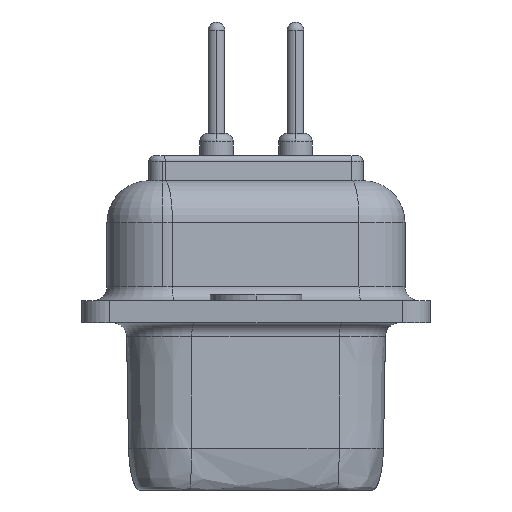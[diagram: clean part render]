
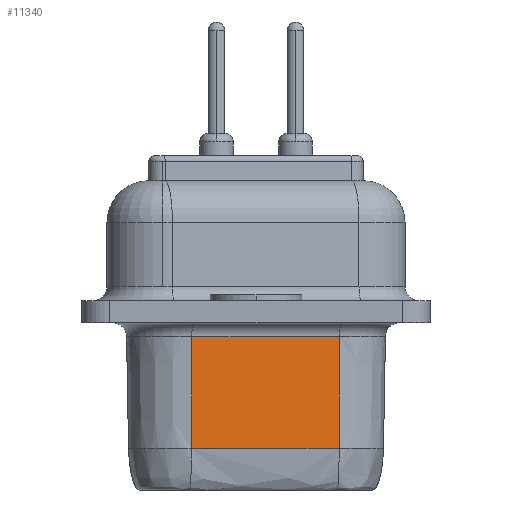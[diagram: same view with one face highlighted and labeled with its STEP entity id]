
A CAD part, left-side view. The second image highlights one B-rep face of the part: STEP entity #11340.
In plain terms, the highlighted planar face has unit normal (-0.985, -0.174, -0.018).
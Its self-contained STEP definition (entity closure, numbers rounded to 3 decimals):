
#281 = ORIENTED_EDGE ( 'NONE', *, *, #8901, .T. ) ;
#411 = FACE_OUTER_BOUND ( 'NONE', #7622, .T. ) ;
#471 = CARTESIAN_POINT ( 'NONE',  ( -8.831, 2.32, 0. ) ) ;
#805 = EDGE_CURVE ( 'NONE', #10629, #7256, #6537, .T. ) ;
#1230 = CARTESIAN_POINT ( 'NONE',  ( -8.545, 0.549, 1.493 ) ) ;
#2380 = CARTESIAN_POINT ( 'NONE',  ( -8.926, 2.303, 5.509 ) ) ;
#2393 = LINE ( 'NONE', #12017, #12484 ) ;
#2825 = DIRECTION ( 'NONE',  ( -0.174, 0.985, 0. ) ) ;
#3020 = CARTESIAN_POINT ( 'NONE',  ( -7.922, -2.984, 1.493 ) ) ;
#3229 = CARTESIAN_POINT ( 'NONE',  ( -8.234, -1.218, 1.493 ) ) ;
#3732 = AXIS2_PLACEMENT_3D ( 'NONE', #471, #10988, #10724 ) ;
#3741 = CARTESIAN_POINT ( 'NONE',  ( -7.991, -2.997, 5.509 ) ) ;
#3805 = PLANE ( 'NONE',  #3732 ) ;
#3853 = ORIENTED_EDGE ( 'NONE', *, *, #10834, .T. ) ;
#4325 = VECTOR ( 'NONE', #11083, 1000. ) ;
#4846 = EDGE_CURVE ( 'NONE', #11356, #7256, #10266, .T. ) ;
#5113 = VECTOR ( 'NONE', #2825, 1000. ) ;
#6537 = B_SPLINE_CURVE_WITH_KNOTS ( 'NONE', 3,
 ( #11364, #1230, #3229, #3020 ),
 .UNSPECIFIED., .F., .F.,
 ( 4, 4 ),
 ( 0., 1. ),
 .UNSPECIFIED. ) ;
#6866 = DIRECTION ( 'NONE',  ( 0.017, 0.003, -1. ) ) ;
#6886 = CARTESIAN_POINT ( 'NONE',  ( -7.897, -2.98, 0. ) ) ;
#7243 = LINE ( 'NONE', #7995, #5113 ) ;
#7256 = VERTEX_POINT ( 'NONE', #10832 ) ;
#7622 = EDGE_LOOP ( 'NONE', ( #3853, #9336, #12076, #281 ) ) ;
#7995 = CARTESIAN_POINT ( 'NONE',  ( -8.926, 2.303, 5.509 ) ) ;
#8901 = EDGE_CURVE ( 'NONE', #11356, #9712, #7243, .T. ) ;
#9336 = ORIENTED_EDGE ( 'NONE', *, *, #805, .T. ) ;
#9712 = VERTEX_POINT ( 'NONE', #2380 ) ;
#10266 = LINE ( 'NONE', #6886, #4325 ) ;
#10629 = VERTEX_POINT ( 'NONE', #11058 ) ;
#10724 = DIRECTION ( 'NONE',  ( 0.174, -0.985, 0. ) ) ;
#10832 = CARTESIAN_POINT ( 'NONE',  ( -7.922, -2.984, 1.493 ) ) ;
#10834 = EDGE_CURVE ( 'NONE', #9712, #10629, #2393, .T. ) ;
#10988 = DIRECTION ( 'NONE',  ( -0.985, -0.174, -0.017 ) ) ;
#11058 = CARTESIAN_POINT ( 'NONE',  ( -8.857, 2.316, 1.493 ) ) ;
#11083 = DIRECTION ( 'NONE',  ( 0.017, 0.003, -1. ) ) ;
#11340 = ADVANCED_FACE ( 'NONE', ( #411 ), #3805, .T. ) ;
#11356 = VERTEX_POINT ( 'NONE', #3741 ) ;
#11364 = CARTESIAN_POINT ( 'NONE',  ( -8.857, 2.316, 1.493 ) ) ;
#12017 = CARTESIAN_POINT ( 'NONE',  ( -8.831, 2.32, 0. ) ) ;
#12076 = ORIENTED_EDGE ( 'NONE', *, *, #4846, .F. ) ;
#12484 = VECTOR ( 'NONE', #6866, 1000. ) ;
